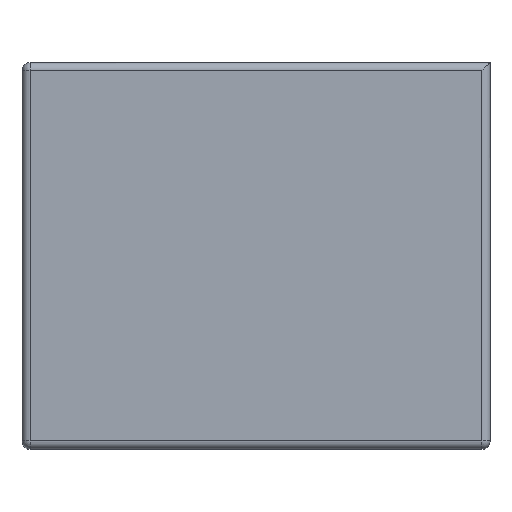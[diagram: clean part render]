
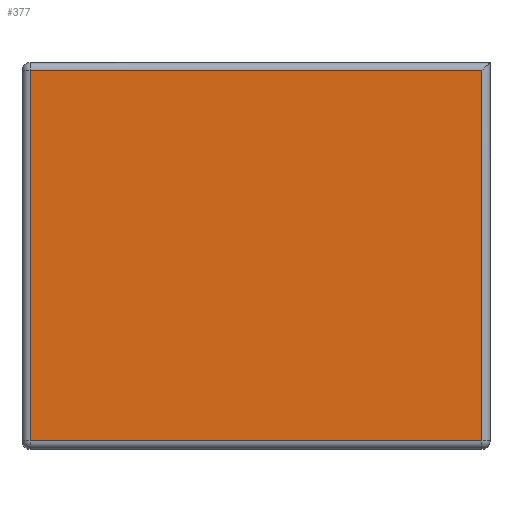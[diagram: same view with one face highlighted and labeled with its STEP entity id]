
A CAD part, top view. The second image highlights one B-rep face of the part: STEP entity #377.
In plain terms, the highlighted planar face has unit normal (0, 0, 1).
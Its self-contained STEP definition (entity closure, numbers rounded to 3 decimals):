
#164 = VERTEX_POINT('',#165);
#165 = CARTESIAN_POINT('',(6.3,4.55,7.));
#172 = EDGE_CURVE('',#164,#173,#175,.T.);
#173 = VERTEX_POINT('',#174);
#174 = CARTESIAN_POINT('',(6.3,-4.55,7.));
#175 = LINE('',#176,#177);
#176 = CARTESIAN_POINT('',(6.3,4.75,7.));
#177 = VECTOR('',#178,1.);
#178 = DIRECTION('',(0.,-1.,0.));
#333 = VERTEX_POINT('',#334);
#334 = CARTESIAN_POINT('',(-4.8,4.55,7.));
#341 = EDGE_CURVE('',#333,#164,#342,.T.);
#342 = LINE('',#343,#344);
#343 = CARTESIAN_POINT('',(-5.,4.55,7.));
#344 = VECTOR('',#345,1.);
#345 = DIRECTION('',(1.,0.,0.));
#377 = ADVANCED_FACE('',(#378),#396,.T.);
#378 = FACE_BOUND('',#379,.T.);
#379 = EDGE_LOOP('',(#380,#388,#389,#390));
#380 = ORIENTED_EDGE('',*,*,#381,.F.);
#381 = EDGE_CURVE('',#173,#382,#384,.T.);
#382 = VERTEX_POINT('',#383);
#383 = CARTESIAN_POINT('',(-4.8,-4.55,7.));
#384 = LINE('',#385,#386);
#385 = CARTESIAN_POINT('',(6.5,-4.55,7.));
#386 = VECTOR('',#387,1.);
#387 = DIRECTION('',(-1.,0.,0.));
#388 = ORIENTED_EDGE('',*,*,#172,.F.);
#389 = ORIENTED_EDGE('',*,*,#341,.F.);
#390 = ORIENTED_EDGE('',*,*,#391,.F.);
#391 = EDGE_CURVE('',#382,#333,#392,.T.);
#392 = LINE('',#393,#394);
#393 = CARTESIAN_POINT('',(-4.8,-4.75,7.));
#394 = VECTOR('',#395,1.);
#395 = DIRECTION('',(0.,1.,0.));
#396 = PLANE('',#397);
#397 = AXIS2_PLACEMENT_3D('',#398,#399,#400);
#398 = CARTESIAN_POINT('',(0.75,0.,7.));
#399 = DIRECTION('',(0.,0.,1.));
#400 = DIRECTION('',(1.,0.,0.));
